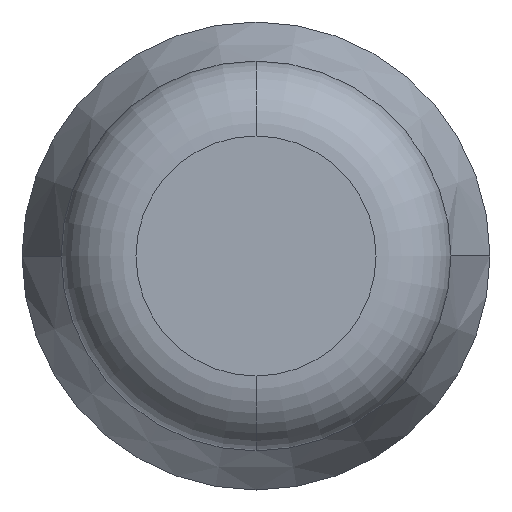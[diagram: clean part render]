
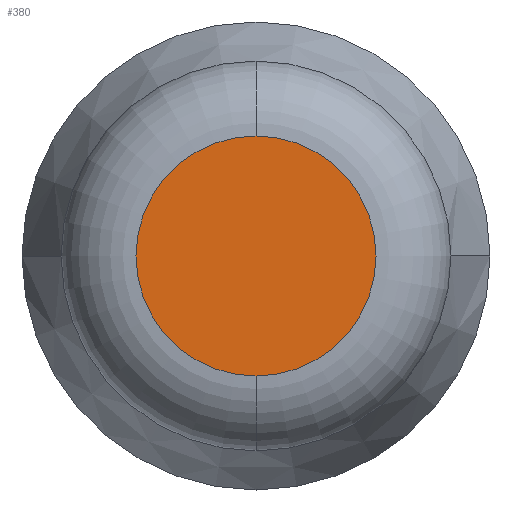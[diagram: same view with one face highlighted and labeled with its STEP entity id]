
A CAD part, front view. The second image highlights one B-rep face of the part: STEP entity #380.
In plain terms, the highlighted planar face has unit normal (0, -1, 0).
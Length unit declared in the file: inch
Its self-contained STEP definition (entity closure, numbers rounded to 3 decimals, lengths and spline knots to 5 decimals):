
#18 = VERTEX_POINT ( 'NONE', #231 ) ;
#52 = ORIENTED_EDGE ( 'NONE', *, *, #121, .T. ) ;
#104 = DIRECTION ( 'NONE',  ( 0., -1., 0. ) ) ;
#106 = DIRECTION ( 'NONE',  ( 0., 0., -1. ) ) ;
#121 = EDGE_CURVE ( 'NONE', #153, #18, #315, .T. ) ;
#129 = EDGE_LOOP ( 'NONE', ( #52, #313 ) ) ;
#153 = VERTEX_POINT ( 'NONE', #393 ) ;
#159 = DIRECTION ( 'NONE',  ( 0., -1., 0. ) ) ;
#213 = CARTESIAN_POINT ( 'NONE',  ( 0., 0., 0. ) ) ;
#231 = CARTESIAN_POINT ( 'NONE',  ( 0., 0., 0.0481 ) ) ;
#242 = DIRECTION ( 'NONE',  ( 0., 0., -1. ) ) ;
#269 = DIRECTION ( 'NONE',  ( 0., -1., 0. ) ) ;
#272 = CARTESIAN_POINT ( 'NONE',  ( 0., 0., 0. ) ) ;
#281 = CARTESIAN_POINT ( 'NONE',  ( 0., 0., 0. ) ) ;
#291 = CIRCLE ( 'NONE', #378, 0.0481 ) ;
#297 = AXIS2_PLACEMENT_3D ( 'NONE', #281, #159, #106 ) ;
#311 = FACE_OUTER_BOUND ( 'NONE', #129, .T. ) ;
#313 = ORIENTED_EDGE ( 'NONE', *, *, #332, .T. ) ;
#315 = CIRCLE ( 'NONE', #346, 0.0481 ) ;
#332 = EDGE_CURVE ( 'NONE', #18, #153, #291, .T. ) ;
#346 = AXIS2_PLACEMENT_3D ( 'NONE', #272, #269, #391 ) ;
#374 = PLANE ( 'NONE',  #297 ) ;
#378 = AXIS2_PLACEMENT_3D ( 'NONE', #213, #104, #242 ) ;
#380 = ADVANCED_FACE ( 'NONE', ( #311 ), #374, .T. ) ;
#391 = DIRECTION ( 'NONE',  ( 0., 0., -1. ) ) ;
#393 = CARTESIAN_POINT ( 'NONE',  ( 0., 0., -0.0481 ) ) ;
